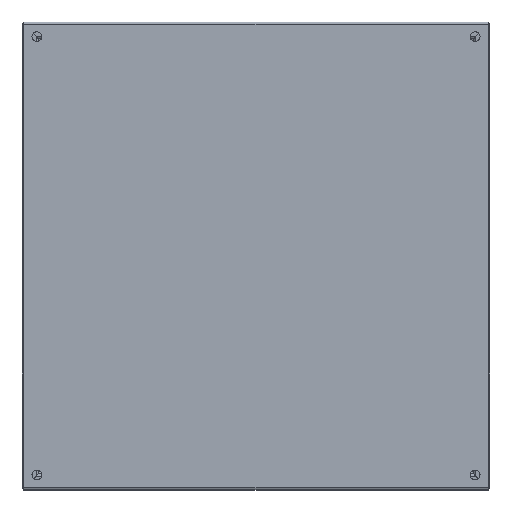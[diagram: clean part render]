
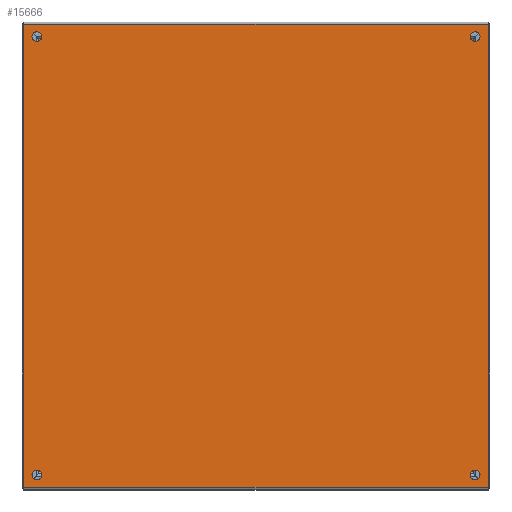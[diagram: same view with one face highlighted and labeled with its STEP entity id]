
A CAD part, top view. The second image highlights one B-rep face of the part: STEP entity #15666.
In plain terms, the highlighted face is planar.
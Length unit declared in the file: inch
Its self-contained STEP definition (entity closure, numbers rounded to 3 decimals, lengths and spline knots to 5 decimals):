
#269 = AXIS2_PLACEMENT_3D ( 'NONE', #26818, #1422, #30077 ) ;
#293 = DIRECTION ( 'NONE',  ( 0., 0., 1. ) ) ;
#331 = EDGE_CURVE ( 'NONE', #28311, #26074, #16455, .T. ) ;
#1422 = DIRECTION ( 'NONE',  ( 1., 0., 0. ) ) ;
#1877 = DIRECTION ( 'NONE',  ( 0., 1., 0. ) ) ;
#2672 = DIRECTION ( 'NONE',  ( 0., -1., 0. ) ) ;
#2694 = PLANE ( 'NONE',  #16666 ) ;
#2991 = DIRECTION ( 'NONE',  ( 1., 0., 0. ) ) ;
#3081 = CARTESIAN_POINT ( 'NONE',  ( 0., 0.072, 11.928 ) ) ;
#3136 = EDGE_CURVE ( 'NONE', #28311, #34533, #14693, .T. ) ;
#3391 = EDGE_CURVE ( 'NONE', #27382, #17028, #33116, .T. ) ;
#3609 = ORIENTED_EDGE ( 'NONE', *, *, #3391, .T. ) ;
#4057 = ORIENTED_EDGE ( 'NONE', *, *, #7216, .T. ) ;
#4699 = EDGE_CURVE ( 'NONE', #17028, #27382, #13020, .T. ) ;
#4851 = CARTESIAN_POINT ( 'NONE',  ( 0., 23.928, -11.892 ) ) ;
#4923 = DIRECTION ( 'NONE',  ( 1., 0., 0. ) ) ;
#5466 = DIRECTION ( 'NONE',  ( 0., -1., 0. ) ) ;
#5480 = CARTESIAN_POINT ( 'NONE',  ( 0., 0.5, -11.25 ) ) ;
#5705 = VERTEX_POINT ( 'NONE', #19355 ) ;
#5933 = ORIENTED_EDGE ( 'NONE', *, *, #22927, .T. ) ;
#6169 = EDGE_LOOP ( 'NONE', ( #4057, #16642 ) ) ;
#6336 = VECTOR ( 'NONE', #293, 39.37008 ) ;
#6380 = EDGE_CURVE ( 'NONE', #21424, #34533, #29631, .T. ) ;
#6707 = CARTESIAN_POINT ( 'NONE',  ( 0., 23.928, 11.892 ) ) ;
#6791 = FACE_BOUND ( 'NONE', #35343, .T. ) ;
#7216 = EDGE_CURVE ( 'NONE', #13201, #36236, #17691, .T. ) ;
#7301 = CARTESIAN_POINT ( 'NONE',  ( 0., 0.072, -11.892 ) ) ;
#7504 = FACE_BOUND ( 'NONE', #6169, .T. ) ;
#8064 = ORIENTED_EDGE ( 'NONE', *, *, #25947, .T. ) ;
#8095 = EDGE_CURVE ( 'NONE', #5705, #34199, #22590, .T. ) ;
#8563 = AXIS2_PLACEMENT_3D ( 'NONE', #22948, #12346, #23115 ) ;
#8747 = CIRCLE ( 'NONE', #11686, 0.25 ) ;
#9329 = VECTOR ( 'NONE', #21098, 39.37008 ) ;
#9472 = ORIENTED_EDGE ( 'NONE', *, *, #331, .F. ) ;
#9495 = CARTESIAN_POINT ( 'NONE',  ( 0., 0.5, 11.25 ) ) ;
#10988 = DIRECTION ( 'NONE',  ( 0., -1., 0. ) ) ;
#11076 = CARTESIAN_POINT ( 'NONE',  ( 0., 23.928, -11.892 ) ) ;
#11391 = EDGE_CURVE ( 'NONE', #15500, #20579, #8747, .T. ) ;
#11686 = AXIS2_PLACEMENT_3D ( 'NONE', #22275, #19640, #2672 ) ;
#12346 = DIRECTION ( 'NONE',  ( 1., 0., 0. ) ) ;
#12755 = CARTESIAN_POINT ( 'NONE',  ( 0., 0.75, -11.25 ) ) ;
#13020 = CIRCLE ( 'NONE', #19412, 0.25 ) ;
#13201 = VERTEX_POINT ( 'NONE', #17574 ) ;
#13616 = AXIS2_PLACEMENT_3D ( 'NONE', #24068, #32736, #29775 ) ;
#13680 = VECTOR ( 'NONE', #1877, 39.37008 ) ;
#14252 = DIRECTION ( 'NONE',  ( 0., -1., 0. ) ) ;
#14693 = LINE ( 'NONE', #3081, #6336 ) ;
#15500 = VERTEX_POINT ( 'NONE', #19569 ) ;
#15666 = ADVANCED_FACE ( 'NONE', ( #24364, #6791, #35374, #32843, #7504 ), #2694, .F. ) ;
#16167 = CARTESIAN_POINT ( 'NONE',  ( 0., 0.072, 11.928 ) ) ;
#16455 = LINE ( 'NONE', #4851, #13680 ) ;
#16493 = DIRECTION ( 'NONE',  ( 1., 0., 0. ) ) ;
#16642 = ORIENTED_EDGE ( 'NONE', *, *, #27317, .T. ) ;
#16666 = AXIS2_PLACEMENT_3D ( 'NONE', #16167, #4923, #5466 ) ;
#17028 = VERTEX_POINT ( 'NONE', #21738 ) ;
#17171 = LINE ( 'NONE', #34404, #34374 ) ;
#17574 = CARTESIAN_POINT ( 'NONE',  ( 0., 23., 11.25 ) ) ;
#17691 = CIRCLE ( 'NONE', #13616, 0.25 ) ;
#18275 = AXIS2_PLACEMENT_3D ( 'NONE', #12755, #24255, #23696 ) ;
#18296 = CIRCLE ( 'NONE', #27806, 0.25 ) ;
#18297 = CARTESIAN_POINT ( 'NONE',  ( 0., 23.25, -11.25 ) ) ;
#18321 = CARTESIAN_POINT ( 'NONE',  ( 0., 0.072, 11.892 ) ) ;
#18392 = AXIS2_PLACEMENT_3D ( 'NONE', #18297, #2991, #14252 ) ;
#19355 = CARTESIAN_POINT ( 'NONE',  ( 0., 23., -11.25 ) ) ;
#19412 = AXIS2_PLACEMENT_3D ( 'NONE', #20387, #20198, #31515 ) ;
#19569 = CARTESIAN_POINT ( 'NONE',  ( 0., 1., 11.25 ) ) ;
#19640 = DIRECTION ( 'NONE',  ( 1., 0., 0. ) ) ;
#20001 = EDGE_CURVE ( 'NONE', #21424, #26074, #17171, .T. ) ;
#20198 = DIRECTION ( 'NONE',  ( 1., 0., 0. ) ) ;
#20387 = CARTESIAN_POINT ( 'NONE',  ( 0., 0.75, -11.25 ) ) ;
#20579 = VERTEX_POINT ( 'NONE', #9495 ) ;
#20663 = ORIENTED_EDGE ( 'NONE', *, *, #3136, .T. ) ;
#21098 = DIRECTION ( 'NONE',  ( 0., -1., 0. ) ) ;
#21424 = VERTEX_POINT ( 'NONE', #6707 ) ;
#21738 = CARTESIAN_POINT ( 'NONE',  ( 0., 1., -11.25 ) ) ;
#22275 = CARTESIAN_POINT ( 'NONE',  ( 0., 0.75, 11.25 ) ) ;
#22590 = CIRCLE ( 'NONE', #18392, 0.25 ) ;
#22927 = EDGE_CURVE ( 'NONE', #20579, #15500, #18296, .T. ) ;
#22948 = CARTESIAN_POINT ( 'NONE',  ( 0., 23.25, -11.25 ) ) ;
#23115 = DIRECTION ( 'NONE',  ( 0., -1., 0. ) ) ;
#23696 = DIRECTION ( 'NONE',  ( 0., -1., 0. ) ) ;
#23738 = CARTESIAN_POINT ( 'NONE',  ( 0., 0.072, 11.892 ) ) ;
#24068 = CARTESIAN_POINT ( 'NONE',  ( 0., 23.25, 11.25 ) ) ;
#24255 = DIRECTION ( 'NONE',  ( 1., 0., 0. ) ) ;
#24329 = EDGE_LOOP ( 'NONE', ( #28217, #8064 ) ) ;
#24364 = FACE_OUTER_BOUND ( 'NONE', #34655, .T. ) ;
#25947 = EDGE_CURVE ( 'NONE', #34199, #5705, #28051, .T. ) ;
#26074 = VERTEX_POINT ( 'NONE', #11076 ) ;
#26385 = CARTESIAN_POINT ( 'NONE',  ( 0., 23.5, 11.25 ) ) ;
#26809 = CARTESIAN_POINT ( 'NONE',  ( 0., 23.5, -11.25 ) ) ;
#26818 = CARTESIAN_POINT ( 'NONE',  ( 0., 23.25, 11.25 ) ) ;
#27317 = EDGE_CURVE ( 'NONE', #36236, #13201, #32167, .T. ) ;
#27382 = VERTEX_POINT ( 'NONE', #5480 ) ;
#27806 = AXIS2_PLACEMENT_3D ( 'NONE', #30579, #16493, #10988 ) ;
#28051 = CIRCLE ( 'NONE', #8563, 0.25 ) ;
#28217 = ORIENTED_EDGE ( 'NONE', *, *, #8095, .T. ) ;
#28311 = VERTEX_POINT ( 'NONE', #7301 ) ;
#28553 = EDGE_LOOP ( 'NONE', ( #5933, #36435 ) ) ;
#29631 = LINE ( 'NONE', #23738, #9329 ) ;
#29775 = DIRECTION ( 'NONE',  ( 0., -1., 0. ) ) ;
#30077 = DIRECTION ( 'NONE',  ( 0., -1., 0. ) ) ;
#30396 = ORIENTED_EDGE ( 'NONE', *, *, #6380, .F. ) ;
#30579 = CARTESIAN_POINT ( 'NONE',  ( 0., 0.75, 11.25 ) ) ;
#31515 = DIRECTION ( 'NONE',  ( 0., -1., 0. ) ) ;
#31799 = ORIENTED_EDGE ( 'NONE', *, *, #20001, .T. ) ;
#32167 = CIRCLE ( 'NONE', #269, 0.25 ) ;
#32736 = DIRECTION ( 'NONE',  ( 1., 0., 0. ) ) ;
#32843 = FACE_BOUND ( 'NONE', #28553, .T. ) ;
#33116 = CIRCLE ( 'NONE', #18275, 0.25 ) ;
#34042 = DIRECTION ( 'NONE',  ( 0., 0., -1. ) ) ;
#34199 = VERTEX_POINT ( 'NONE', #26809 ) ;
#34374 = VECTOR ( 'NONE', #34042, 39.37008 ) ;
#34404 = CARTESIAN_POINT ( 'NONE',  ( 0., 23.928, -11.928 ) ) ;
#34437 = ORIENTED_EDGE ( 'NONE', *, *, #4699, .T. ) ;
#34533 = VERTEX_POINT ( 'NONE', #18321 ) ;
#34655 = EDGE_LOOP ( 'NONE', ( #30396, #31799, #9472, #20663 ) ) ;
#35343 = EDGE_LOOP ( 'NONE', ( #3609, #34437 ) ) ;
#35374 = FACE_BOUND ( 'NONE', #24329, .T. ) ;
#36236 = VERTEX_POINT ( 'NONE', #26385 ) ;
#36435 = ORIENTED_EDGE ( 'NONE', *, *, #11391, .T. ) ;
